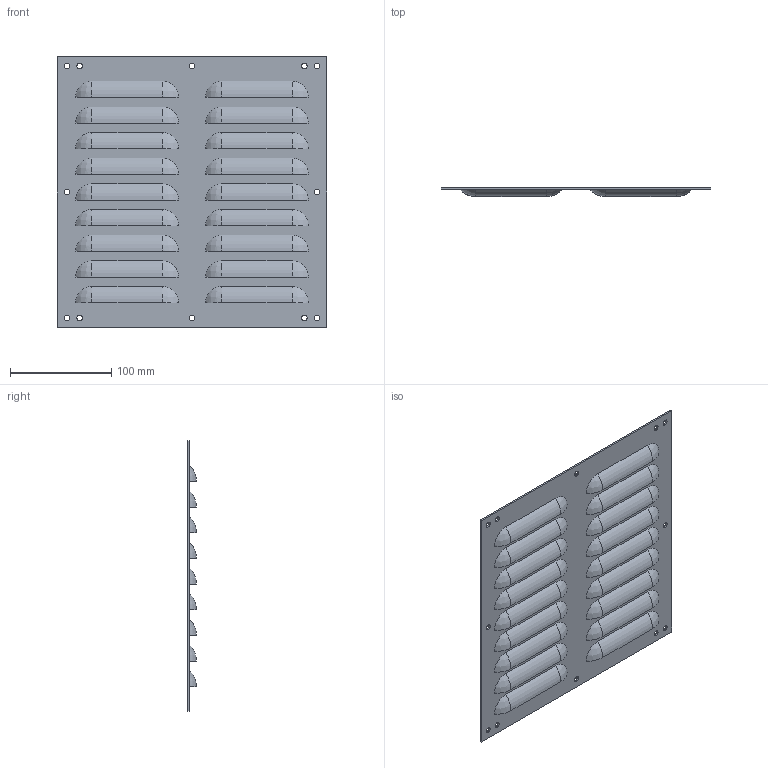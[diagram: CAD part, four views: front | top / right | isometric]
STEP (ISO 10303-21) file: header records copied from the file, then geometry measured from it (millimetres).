
FILE_DESCRIPTION (( 'STEP AP203' ), '1' );
FILE_NAME ('1481L88_Default.step', '2019-11-12T17:03:42', ( '' ), ( '' ), 'SwSTEP 2.0', 'SolidWorks 2019', '' );
FILE_SCHEMA (( 'CONFIG_CONTROL_DESIGN' ));
Length unit declared in the file: inch
Products named in the file (1): 1481L88_Default
Bounding box: 266.7 x 8.97 x 268.22 mm (x, y, z)
Volume: 137784.4 mm3; surface area: 159633.7 mm2
Topology: 1 solids, 1 shells, 174 faces, 480 edges, 308 vertices
Faces by surface type: bspline 72, cylinder 60, plane 42
Entity records: 8179 total; most frequent: CARTESIAN_POINT 3771, ORIENTED_EDGE 960, DIRECTION 842, EDGE_CURVE 480, AXIS2_PLACEMENT_3D 331, VERTEX_POINT 308, EDGE_LOOP 234, CIRCLE 228
